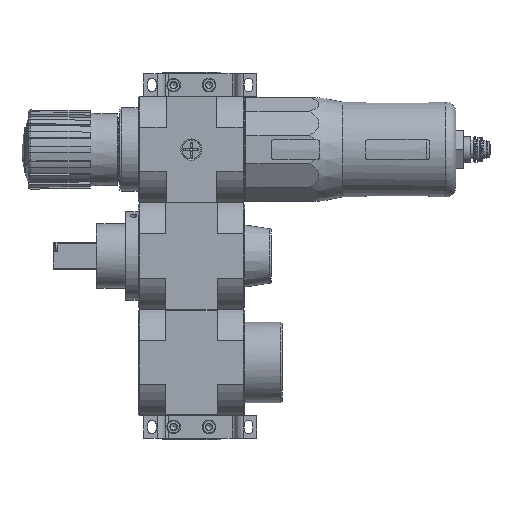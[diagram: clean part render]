
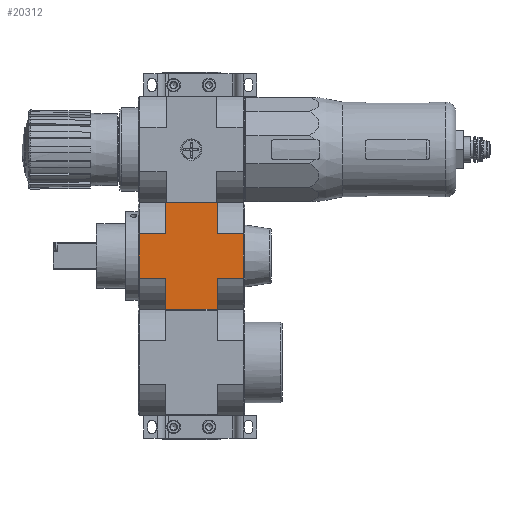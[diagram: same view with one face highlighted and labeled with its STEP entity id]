
A CAD part, left-side view. The second image highlights one B-rep face of the part: STEP entity #20312.
In plain terms, the highlighted face is planar.
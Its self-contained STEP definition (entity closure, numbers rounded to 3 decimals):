
#5375=ORIENTED_EDGE('',*,*,#9638,.T.);
#5376=ORIENTED_EDGE('',*,*,#9639,.F.);
#5377=ORIENTED_EDGE('',*,*,#9640,.T.);
#5378=ORIENTED_EDGE('',*,*,#9622,.T.);
#5379=ORIENTED_EDGE('',*,*,#9641,.F.);
#5380=ORIENTED_EDGE('',*,*,#9642,.F.);
#5381=ORIENTED_EDGE('',*,*,#9643,.F.);
#5382=ORIENTED_EDGE('',*,*,#9644,.F.);
#5383=ORIENTED_EDGE('',*,*,#9645,.F.);
#5384=ORIENTED_EDGE('',*,*,#9630,.T.);
#5385=ORIENTED_EDGE('',*,*,#9646,.T.);
#5386=ORIENTED_EDGE('',*,*,#9647,.F.);
#9622=EDGE_CURVE('',#12022,#12021,#13462,.T.);
#9630=EDGE_CURVE('',#12029,#12028,#13467,.T.);
#9638=EDGE_CURVE('',#12035,#12036,#13475,.T.);
#9639=EDGE_CURVE('',#12037,#12036,#13476,.F.);
#9640=EDGE_CURVE('',#12037,#12022,#13477,.T.);
#9641=EDGE_CURVE('',#12038,#12021,#13478,.T.);
#9642=EDGE_CURVE('',#12039,#12038,#13479,.F.);
#9643=EDGE_CURVE('',#12040,#12039,#13480,.T.);
#9644=EDGE_CURVE('',#12041,#12040,#13481,.T.);
#9645=EDGE_CURVE('',#12029,#12041,#13482,.T.);
#9646=EDGE_CURVE('',#12028,#12042,#13483,.T.);
#9647=EDGE_CURVE('',#12035,#12042,#13484,.T.);
#12021=VERTEX_POINT('',#41492);
#12022=VERTEX_POINT('',#41494);
#12028=VERTEX_POINT('',#41508);
#12029=VERTEX_POINT('',#41510);
#12035=VERTEX_POINT('',#41525);
#12036=VERTEX_POINT('',#41526);
#12037=VERTEX_POINT('',#41528);
#12038=VERTEX_POINT('',#41531);
#12039=VERTEX_POINT('',#41533);
#12040=VERTEX_POINT('',#41535);
#12041=VERTEX_POINT('',#41537);
#12042=VERTEX_POINT('',#41540);
#13462=LINE('',#41493,#14884);
#13467=LINE('',#41509,#14889);
#13475=LINE('',#41524,#14897);
#13476=LINE('',#41527,#14898);
#13477=LINE('',#41529,#14899);
#13478=LINE('',#41530,#14900);
#13479=LINE('',#41532,#14901);
#13480=LINE('',#41534,#14902);
#13481=LINE('',#41536,#14903);
#13482=LINE('',#41538,#14904);
#13483=LINE('',#41539,#14905);
#13484=LINE('',#41541,#14906);
#14884=VECTOR('',#34022,1000.);
#14889=VECTOR('',#34035,1000.);
#14897=VECTOR('',#34045,1000.);
#14898=VECTOR('',#34046,1000.);
#14899=VECTOR('',#34047,1000.);
#14900=VECTOR('',#34048,1000.);
#14901=VECTOR('',#34049,1000.);
#14902=VECTOR('',#34050,1000.);
#14903=VECTOR('',#34051,1000.);
#14904=VECTOR('',#34052,1000.);
#14905=VECTOR('',#34053,1000.);
#14906=VECTOR('',#34054,1000.);
#16509=EDGE_LOOP('',(#5375,#5376,#5377,#5378,#5379,#5380,#5381,#5382,#5383,
#5384,#5385,#5386));
#18190=FACE_BOUND('',#16509,.T.);
#19289=PLANE('',#29525);
#20312=ADVANCED_FACE('',(#18190),#19289,.T.);
#29525=AXIS2_PLACEMENT_3D('',#41523,#34043,#34044);
#34022=DIRECTION('',(0.,-1.,0.));
#34035=DIRECTION('',(0.,1.,0.));
#34043=DIRECTION('',(0.,0.,1.));
#34044=DIRECTION('',(1.,0.,0.));
#34045=DIRECTION('',(-1.,0.,0.));
#34046=DIRECTION('',(0.,-1.,0.));
#34047=DIRECTION('',(-1.,0.,0.));
#34048=DIRECTION('',(-1.,0.,0.));
#34049=DIRECTION('',(0.,-1.,0.));
#34050=DIRECTION('',(-1.,0.,0.));
#34051=DIRECTION('',(0.,-1.,0.));
#34052=DIRECTION('',(-1.,0.,0.));
#34053=DIRECTION('',(-1.,0.,0.));
#34054=DIRECTION('',(0.,-1.,0.));
#41492=CARTESIAN_POINT('',(-33.,-16.,33.));
#41493=CARTESIAN_POINT('',(-33.,32.2,33.));
#41494=CARTESIAN_POINT('',(-33.,16.,33.));
#41508=CARTESIAN_POINT('',(33.,16.,33.));
#41509=CARTESIAN_POINT('',(33.,-32.2,33.));
#41510=CARTESIAN_POINT('',(33.,-16.,33.));
#41523=CARTESIAN_POINT('',(0.,0.,33.));
#41524=CARTESIAN_POINT('',(33.,32.2,33.));
#41525=CARTESIAN_POINT('',(13.75,32.2,33.));
#41526=CARTESIAN_POINT('',(-13.75,32.2,33.));
#41527=CARTESIAN_POINT('',(-13.75,50.,33.));
#41528=CARTESIAN_POINT('',(-13.75,16.,33.));
#41529=CARTESIAN_POINT('',(0.,16.,33.));
#41530=CARTESIAN_POINT('',(0.,-16.,33.));
#41531=CARTESIAN_POINT('',(-13.75,-16.,33.));
#41532=CARTESIAN_POINT('',(-13.75,-16.,33.));
#41533=CARTESIAN_POINT('',(-13.75,-32.2,33.));
#41534=CARTESIAN_POINT('',(33.,-32.2,33.));
#41535=CARTESIAN_POINT('',(13.75,-32.2,33.));
#41536=CARTESIAN_POINT('',(13.75,-16.,33.));
#41537=CARTESIAN_POINT('',(13.75,-16.,33.));
#41538=CARTESIAN_POINT('',(0.,-16.,33.));
#41539=CARTESIAN_POINT('',(0.,16.,33.));
#41540=CARTESIAN_POINT('',(13.75,16.,33.));
#41541=CARTESIAN_POINT('',(13.75,50.,33.));
